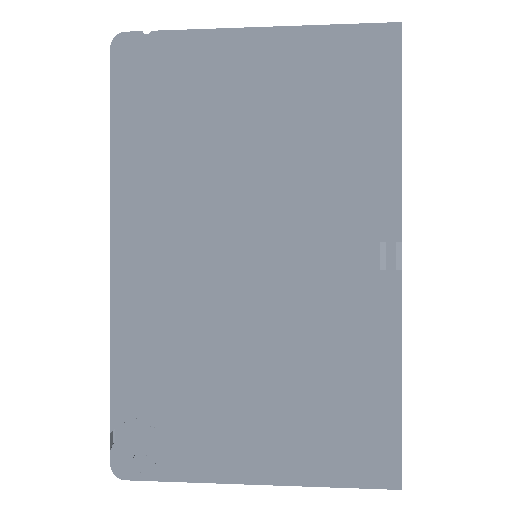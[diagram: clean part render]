
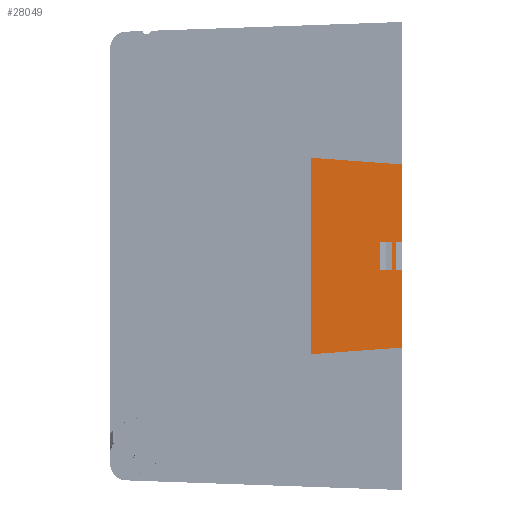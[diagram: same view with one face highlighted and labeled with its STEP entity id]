
A CAD part, left-side view. The second image highlights one B-rep face of the part: STEP entity #28049.
In plain terms, the highlighted planar face has unit normal (1, 0, 0).
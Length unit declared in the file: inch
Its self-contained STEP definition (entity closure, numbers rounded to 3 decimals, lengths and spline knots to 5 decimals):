
#1708 = CARTESIAN_POINT ( 'NONE',  ( -6.525, 0., 0.175 ) ) ;
#2636 = VERTEX_POINT ( 'NONE', #109091 ) ;
#5892 = VECTOR ( 'NONE', #178984, 39.37008 ) ;
#8872 = ORIENTED_EDGE ( 'NONE', *, *, #45149, .T. ) ;
#10027 = CARTESIAN_POINT ( 'NONE',  ( -6.525, 0., -1.115 ) ) ;
#12202 = LINE ( 'NONE', #10027, #42352 ) ;
#12620 = EDGE_CURVE ( 'NONE', #157202, #101803, #119285, .T. ) ;
#13046 = ORIENTED_EDGE ( 'NONE', *, *, #135856, .T. ) ;
#13342 = ORIENTED_EDGE ( 'NONE', *, *, #88574, .T. ) ;
#15431 = CARTESIAN_POINT ( 'NONE',  ( -6.525, 0., -0.175 ) ) ;
#17851 = CARTESIAN_POINT ( 'NONE',  ( -6.525, 0., 1.115 ) ) ;
#19802 = CARTESIAN_POINT ( 'NONE',  ( -6.525, 0., -1.115 ) ) ;
#20360 = LINE ( 'NONE', #55376, #91680 ) ;
#20408 = VERTEX_POINT ( 'NONE', #17851 ) ;
#20842 = CARTESIAN_POINT ( 'NONE',  ( -6.525, 0.065, 6.44233 ) ) ;
#23900 = DIRECTION ( 'NONE',  ( 0., 0.997, -0.074 ) ) ;
#27431 = CARTESIAN_POINT ( 'NONE',  ( -6.525, 0., 0.175 ) ) ;
#28049 = ADVANCED_FACE ( 'NONE', ( #64530, #48093 ), #114188, .T. ) ;
#32964 = EDGE_LOOP ( 'NONE', ( #70526, #130321, #13342, #63043, #91713, #8872, #13046, #55035 ) ) ;
#35310 = DIRECTION ( 'NONE',  ( 0., 0., -1. ) ) ;
#37758 = ORIENTED_EDGE ( 'NONE', *, *, #12620, .T. ) ;
#42352 = VECTOR ( 'NONE', #23900, 39.37008 ) ;
#44449 = CARTESIAN_POINT ( 'NONE',  ( -6.525, 0.26794, 0.175 ) ) ;
#45149 = EDGE_CURVE ( 'NONE', #20408, #46988, #154139, .T. ) ;
#46988 = VERTEX_POINT ( 'NONE', #1708 ) ;
#48093 = FACE_OUTER_BOUND ( 'NONE', #32964, .T. ) ;
#49348 = DIRECTION ( 'NONE',  ( 0., 0., 1. ) ) ;
#49536 = CARTESIAN_POINT ( 'NONE',  ( -6.525, 0.115, 6.44233 ) ) ;
#49612 = DIRECTION ( 'NONE',  ( 0., 0., -1. ) ) ;
#49835 = DIRECTION ( 'NONE',  ( 0., 0., -1. ) ) ;
#49963 = VECTOR ( 'NONE', #168115, 39.37008 ) ;
#50740 = LINE ( 'NONE', #146458, #87764 ) ;
#52248 = LINE ( 'NONE', #153515, #49963 ) ;
#55035 = ORIENTED_EDGE ( 'NONE', *, *, #140163, .T. ) ;
#55376 = CARTESIAN_POINT ( 'NONE',  ( -6.525, 0., -0.175 ) ) ;
#58608 = CARTESIAN_POINT ( 'NONE',  ( -6.525, 0., 6.44233 ) ) ;
#59532 = DIRECTION ( 'NONE',  ( 0., 1., 0. ) ) ;
#63043 = ORIENTED_EDGE ( 'NONE', *, *, #134033, .F. ) ;
#64530 = FACE_BOUND ( 'NONE', #154873, .T. ) ;
#68912 = LINE ( 'NONE', #58608, #105897 ) ;
#69359 = DIRECTION ( 'NONE',  ( 0., -1., 0. ) ) ;
#70526 = ORIENTED_EDGE ( 'NONE', *, *, #82927, .T. ) ;
#75036 = VECTOR ( 'NONE', #59532, 39.37008 ) ;
#75716 = DIRECTION ( 'NONE',  ( 0., 0., -1. ) ) ;
#78986 = VECTOR ( 'NONE', #35310, 39.37008 ) ;
#80860 = EDGE_CURVE ( 'NONE', #151018, #157202, #20360, .T. ) ;
#82927 = EDGE_CURVE ( 'NONE', #2636, #167007, #98154, .T. ) ;
#87764 = VECTOR ( 'NONE', #49612, 39.37008 ) ;
#88574 = EDGE_CURVE ( 'NONE', #128048, #102302, #12202, .T. ) ;
#91680 = VECTOR ( 'NONE', #69359, 39.37008 ) ;
#91713 = ORIENTED_EDGE ( 'NONE', *, *, #135598, .T. ) ;
#93911 = EDGE_CURVE ( 'NONE', #101803, #169633, #52248, .T. ) ;
#98154 = LINE ( 'NONE', #159542, #167324 ) ;
#100508 = CARTESIAN_POINT ( 'NONE',  ( -6.525, 1.1, -1.19653 ) ) ;
#101803 = VERTEX_POINT ( 'NONE', #160306 ) ;
#102044 = VERTEX_POINT ( 'NONE', #137229 ) ;
#102062 = VECTOR ( 'NONE', #49835, 39.37008 ) ;
#102302 = VERTEX_POINT ( 'NONE', #100508 ) ;
#105897 = VECTOR ( 'NONE', #141531, 39.37008 ) ;
#106402 = LINE ( 'NONE', #20842, #102062 ) ;
#106525 = VECTOR ( 'NONE', #49348, 39.37008 ) ;
#109091 = CARTESIAN_POINT ( 'NONE',  ( -6.525, 0.065, -0.175 ) ) ;
#109914 = VERTEX_POINT ( 'NONE', #134876 ) ;
#112046 = DIRECTION ( 'NONE',  ( 0., 0., -1. ) ) ;
#112183 = DIRECTION ( 'NONE',  ( 1., 0., 0. ) ) ;
#112367 = CARTESIAN_POINT ( 'NONE',  ( -6.525, 0., 6.44233 ) ) ;
#114188 = PLANE ( 'NONE',  #131955 ) ;
#116218 = LINE ( 'NONE', #27431, #75036 ) ;
#116392 = LINE ( 'NONE', #165116, #5892 ) ;
#116791 = CARTESIAN_POINT ( 'NONE',  ( -6.525, 0.26794, -0.175 ) ) ;
#119285 = LINE ( 'NONE', #49536, #106525 ) ;
#121012 = EDGE_CURVE ( 'NONE', #169633, #151018, #152502, .T. ) ;
#128048 = VERTEX_POINT ( 'NONE', #19802 ) ;
#130321 = ORIENTED_EDGE ( 'NONE', *, *, #168773, .T. ) ;
#131955 = AXIS2_PLACEMENT_3D ( 'NONE', #112367, #112183, #112046 ) ;
#134033 = EDGE_CURVE ( 'NONE', #102044, #102302, #50740, .T. ) ;
#134876 = CARTESIAN_POINT ( 'NONE',  ( -6.525, 0.065, 0.175 ) ) ;
#135598 = EDGE_CURVE ( 'NONE', #102044, #20408, #116392, .T. ) ;
#135856 = EDGE_CURVE ( 'NONE', #46988, #109914, #116218, .T. ) ;
#137229 = CARTESIAN_POINT ( 'NONE',  ( -6.525, 1.1, 1.19653 ) ) ;
#140163 = EDGE_CURVE ( 'NONE', #109914, #2636, #106402, .T. ) ;
#141531 = DIRECTION ( 'NONE',  ( 0., 0., -1. ) ) ;
#145508 = CARTESIAN_POINT ( 'NONE',  ( -6.525, 0.26794, 6.44233 ) ) ;
#146458 = CARTESIAN_POINT ( 'NONE',  ( -6.525, 1.1, 6.44233 ) ) ;
#150274 = CARTESIAN_POINT ( 'NONE',  ( -6.525, 0.115, -0.175 ) ) ;
#151018 = VERTEX_POINT ( 'NONE', #116791 ) ;
#152502 = LINE ( 'NONE', #145508, #78986 ) ;
#153515 = CARTESIAN_POINT ( 'NONE',  ( -6.525, 0., 0.175 ) ) ;
#154139 = LINE ( 'NONE', #172549, #154476 ) ;
#154476 = VECTOR ( 'NONE', #75716, 39.37008 ) ;
#154873 = EDGE_LOOP ( 'NONE', ( #159764, #170439, #37758, #162225 ) ) ;
#157202 = VERTEX_POINT ( 'NONE', #150274 ) ;
#159542 = CARTESIAN_POINT ( 'NONE',  ( -6.525, 0., -0.175 ) ) ;
#159764 = ORIENTED_EDGE ( 'NONE', *, *, #121012, .T. ) ;
#160306 = CARTESIAN_POINT ( 'NONE',  ( -6.525, 0.115, 0.175 ) ) ;
#162225 = ORIENTED_EDGE ( 'NONE', *, *, #93911, .T. ) ;
#165116 = CARTESIAN_POINT ( 'NONE',  ( -6.525, 1.1, 1.19653 ) ) ;
#167007 = VERTEX_POINT ( 'NONE', #15431 ) ;
#167324 = VECTOR ( 'NONE', #173502, 39.37008 ) ;
#168115 = DIRECTION ( 'NONE',  ( 0., 1., 0. ) ) ;
#168773 = EDGE_CURVE ( 'NONE', #167007, #128048, #68912, .T. ) ;
#169633 = VERTEX_POINT ( 'NONE', #44449 ) ;
#170439 = ORIENTED_EDGE ( 'NONE', *, *, #80860, .T. ) ;
#172549 = CARTESIAN_POINT ( 'NONE',  ( -6.525, 0., 6.44233 ) ) ;
#173502 = DIRECTION ( 'NONE',  ( 0., -1., 0. ) ) ;
#178984 = DIRECTION ( 'NONE',  ( 0., -0.997, -0.074 ) ) ;
